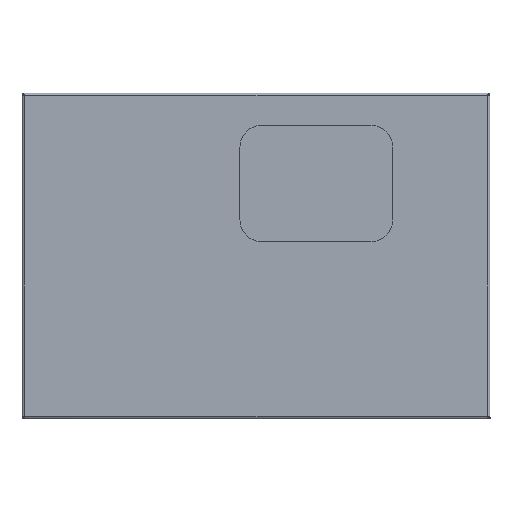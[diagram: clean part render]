
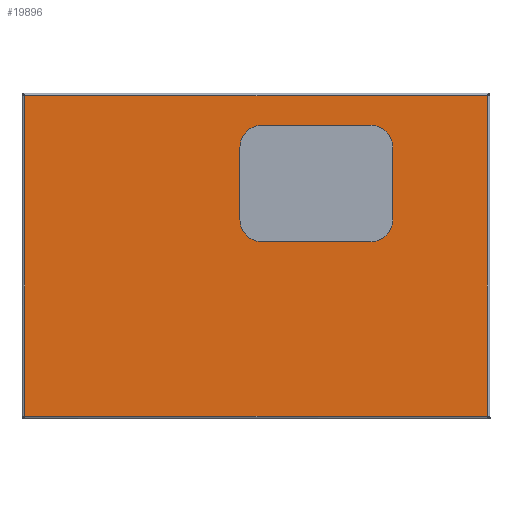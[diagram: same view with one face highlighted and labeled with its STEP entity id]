
A CAD part, top view. The second image highlights one B-rep face of the part: STEP entity #19896.
In plain terms, the highlighted planar face has unit normal (0, 0, 1).
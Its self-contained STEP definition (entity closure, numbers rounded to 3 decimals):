
#60 = AXIS2_PLACEMENT_3D ( 'NONE', #8604, #13195, #25700 ) ;
#311 = VERTEX_POINT ( 'NONE', #1676 ) ;
#883 = LINE ( 'NONE', #9962, #18861 ) ;
#905 = CIRCLE ( 'NONE', #60, 14. ) ;
#1379 = AXIS2_PLACEMENT_3D ( 'NONE', #11777, #28881, #6975 ) ;
#1676 = CARTESIAN_POINT ( 'NONE',  ( 182.432, 207.784, 228.146 ) ) ;
#1925 = DIRECTION ( 'NONE',  ( 1., 0., 0. ) ) ;
#2717 = VERTEX_POINT ( 'NONE', #9312 ) ;
#2768 = DIRECTION ( 'NONE',  ( -1., 0., 0. ) ) ;
#2842 = EDGE_CURVE ( 'NONE', #2717, #21405, #3161, .T. ) ;
#3161 = LINE ( 'NONE', #24463, #21128 ) ;
#3355 = CARTESIAN_POINT ( 'NONE',  ( 350.432, 292.284, 228.146 ) ) ;
#3607 = CARTESIAN_POINT ( 'NONE',  ( 196.432, 255.084, 228.146 ) ) ;
#3770 = ORIENTED_EDGE ( 'NONE', *, *, #26338, .T. ) ;
#3991 = VECTOR ( 'NONE', #24688, 1000. ) ;
#5161 = CARTESIAN_POINT ( 'NONE',  ( 349.232, 72.284, 228.146 ) ) ;
#5521 = CARTESIAN_POINT ( 'NONE',  ( 196.432, 193.784, 228.146 ) ) ;
#6080 = FACE_OUTER_BOUND ( 'NONE', #25378, .T. ) ;
#6102 = VECTOR ( 'NONE', #26828, 1000. ) ;
#6125 = CARTESIAN_POINT ( 'NONE',  ( 268.732, 255.084, 228.146 ) ) ;
#6431 = EDGE_CURVE ( 'NONE', #21088, #21524, #7636, .T. ) ;
#6887 = LINE ( 'NONE', #22014, #6102 ) ;
#6975 = DIRECTION ( 'NONE',  ( 1., 0., 0. ) ) ;
#7005 = VECTOR ( 'NONE', #22883, 1000. ) ;
#7163 = CARTESIAN_POINT ( 'NONE',  ( 182.432, 255.084, 228.146 ) ) ;
#7626 = ORIENTED_EDGE ( 'NONE', *, *, #22639, .T. ) ;
#7636 = LINE ( 'NONE', #3355, #14170 ) ;
#8472 = EDGE_CURVE ( 'NONE', #26269, #28857, #29984, .T. ) ;
#8500 = ORIENTED_EDGE ( 'NONE', *, *, #10569, .T. ) ;
#8604 = CARTESIAN_POINT ( 'NONE',  ( 196.432, 207.784, 228.146 ) ) ;
#8794 = EDGE_CURVE ( 'NONE', #12287, #23102, #19612, .T. ) ;
#9312 = CARTESIAN_POINT ( 'NONE',  ( 282.732, 255.084, 228.146 ) ) ;
#9397 = CARTESIAN_POINT ( 'NONE',  ( 182.432, 255.084, 228.146 ) ) ;
#9566 = FACE_BOUND ( 'NONE', #23967, .T. ) ;
#9592 = EDGE_CURVE ( 'NONE', #21524, #26269, #6887, .T. ) ;
#9962 = CARTESIAN_POINT ( 'NONE',  ( 196.432, 269.084, 228.146 ) ) ;
#10276 = ORIENTED_EDGE ( 'NONE', *, *, #6431, .T. ) ;
#10400 = VERTEX_POINT ( 'NONE', #27614 ) ;
#10569 = EDGE_CURVE ( 'NONE', #17263, #311, #905, .T. ) ;
#11777 = CARTESIAN_POINT ( 'NONE',  ( 268.732, 207.784, 228.146 ) ) ;
#12029 = ORIENTED_EDGE ( 'NONE', *, *, #8472, .T. ) ;
#12287 = VERTEX_POINT ( 'NONE', #9397 ) ;
#12560 = CIRCLE ( 'NONE', #1379, 14. ) ;
#12764 = CARTESIAN_POINT ( 'NONE',  ( 282.732, 207.784, 228.146 ) ) ;
#12771 = CARTESIAN_POINT ( 'NONE',  ( 30.432, 293.484, 228.146 ) ) ;
#13195 = DIRECTION ( 'NONE',  ( 0., 0., -1. ) ) ;
#13443 = EDGE_CURVE ( 'NONE', #21405, #21176, #12560, .T. ) ;
#13686 = CARTESIAN_POINT ( 'NONE',  ( 196.432, 193.784, 228.146 ) ) ;
#13907 = AXIS2_PLACEMENT_3D ( 'NONE', #3607, #14068, #22893 ) ;
#13954 = CARTESIAN_POINT ( 'NONE',  ( 31.632, 72.284, 228.146 ) ) ;
#14068 = DIRECTION ( 'NONE',  ( 0., 0., -1. ) ) ;
#14170 = VECTOR ( 'NONE', #20322, 1000. ) ;
#14218 = VECTOR ( 'NONE', #24136, 1000. ) ;
#14590 = ORIENTED_EDGE ( 'NONE', *, *, #9592, .T. ) ;
#14697 = AXIS2_PLACEMENT_3D ( 'NONE', #6125, #25682, #15546 ) ;
#14986 = ORIENTED_EDGE ( 'NONE', *, *, #2842, .T. ) ;
#15111 = ORIENTED_EDGE ( 'NONE', *, *, #30835, .T. ) ;
#15546 = DIRECTION ( 'NONE',  ( 1., 0., 0. ) ) ;
#16612 = VECTOR ( 'NONE', #1925, 1000. ) ;
#16821 = ORIENTED_EDGE ( 'NONE', *, *, #8794, .T. ) ;
#16969 = CARTESIAN_POINT ( 'NONE',  ( 30.432, 72.284, 228.146 ) ) ;
#17263 = VERTEX_POINT ( 'NONE', #13686 ) ;
#18289 = EDGE_CURVE ( 'NONE', #21176, #17263, #27249, .T. ) ;
#18859 = ORIENTED_EDGE ( 'NONE', *, *, #18289, .T. ) ;
#18861 = VECTOR ( 'NONE', #29223, 1000. ) ;
#19612 = CIRCLE ( 'NONE', #13907, 14. ) ;
#19896 = ADVANCED_FACE ( 'NONE', ( #9566, #6080 ), #27324, .F. ) ;
#20277 = ORIENTED_EDGE ( 'NONE', *, *, #13443, .T. ) ;
#20322 = DIRECTION ( 'NONE',  ( -1., 0., 0. ) ) ;
#20803 = CARTESIAN_POINT ( 'NONE',  ( 349.232, 292.284, 228.146 ) ) ;
#21088 = VERTEX_POINT ( 'NONE', #20803 ) ;
#21128 = VECTOR ( 'NONE', #29297, 1000. ) ;
#21176 = VERTEX_POINT ( 'NONE', #30996 ) ;
#21405 = VERTEX_POINT ( 'NONE', #12764 ) ;
#21524 = VERTEX_POINT ( 'NONE', #23129 ) ;
#22014 = CARTESIAN_POINT ( 'NONE',  ( 31.632, 292.284, 228.146 ) ) ;
#22639 = EDGE_CURVE ( 'NONE', #28857, #21088, #26902, .T. ) ;
#22883 = DIRECTION ( 'NONE',  ( -1., 0., 0. ) ) ;
#22893 = DIRECTION ( 'NONE',  ( 1., 0., 0. ) ) ;
#22983 = CIRCLE ( 'NONE', #14697, 14. ) ;
#23102 = VERTEX_POINT ( 'NONE', #24024 ) ;
#23129 = CARTESIAN_POINT ( 'NONE',  ( 31.632, 292.284, 228.146 ) ) ;
#23967 = EDGE_LOOP ( 'NONE', ( #8500, #26364, #16821, #3770, #15111, #14986, #20277, #18859 ) ) ;
#24024 = CARTESIAN_POINT ( 'NONE',  ( 196.432, 269.084, 228.146 ) ) ;
#24136 = DIRECTION ( 'NONE',  ( 0., 1., 0. ) ) ;
#24463 = CARTESIAN_POINT ( 'NONE',  ( 282.732, 255.084, 228.146 ) ) ;
#24688 = DIRECTION ( 'NONE',  ( 0., 1., 0. ) ) ;
#25378 = EDGE_LOOP ( 'NONE', ( #14590, #12029, #7626, #10276 ) ) ;
#25682 = DIRECTION ( 'NONE',  ( 0., 0., -1. ) ) ;
#25700 = DIRECTION ( 'NONE',  ( 1., 0., 0. ) ) ;
#26231 = CARTESIAN_POINT ( 'NONE',  ( 349.232, 72.284, 228.146 ) ) ;
#26269 = VERTEX_POINT ( 'NONE', #13954 ) ;
#26338 = EDGE_CURVE ( 'NONE', #23102, #10400, #883, .T. ) ;
#26364 = ORIENTED_EDGE ( 'NONE', *, *, #26945, .T. ) ;
#26828 = DIRECTION ( 'NONE',  ( 0., -1., 0. ) ) ;
#26902 = LINE ( 'NONE', #5161, #3991 ) ;
#26945 = EDGE_CURVE ( 'NONE', #311, #12287, #27954, .T. ) ;
#27249 = LINE ( 'NONE', #5521, #7005 ) ;
#27324 = PLANE ( 'NONE',  #29237 ) ;
#27614 = CARTESIAN_POINT ( 'NONE',  ( 268.732, 269.084, 228.146 ) ) ;
#27954 = LINE ( 'NONE', #7163, #14218 ) ;
#28857 = VERTEX_POINT ( 'NONE', #26231 ) ;
#28881 = DIRECTION ( 'NONE',  ( 0., 0., -1. ) ) ;
#29223 = DIRECTION ( 'NONE',  ( 1., 0., 0. ) ) ;
#29237 = AXIS2_PLACEMENT_3D ( 'NONE', #12771, #29584, #2768 ) ;
#29297 = DIRECTION ( 'NONE',  ( 0., -1., 0. ) ) ;
#29584 = DIRECTION ( 'NONE',  ( 0., 0., -1. ) ) ;
#29984 = LINE ( 'NONE', #16969, #16612 ) ;
#30835 = EDGE_CURVE ( 'NONE', #10400, #2717, #22983, .T. ) ;
#30996 = CARTESIAN_POINT ( 'NONE',  ( 268.732, 193.784, 228.146 ) ) ;
